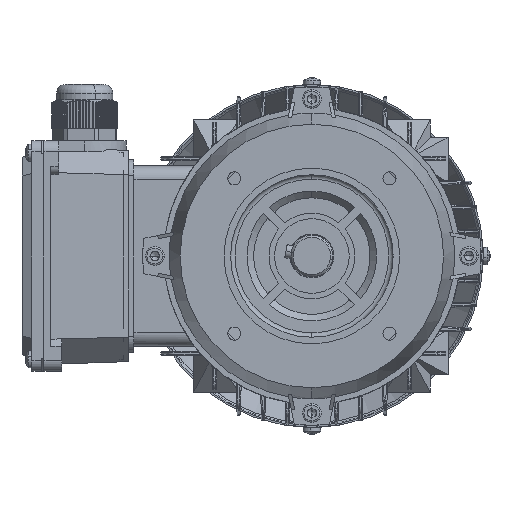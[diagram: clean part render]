
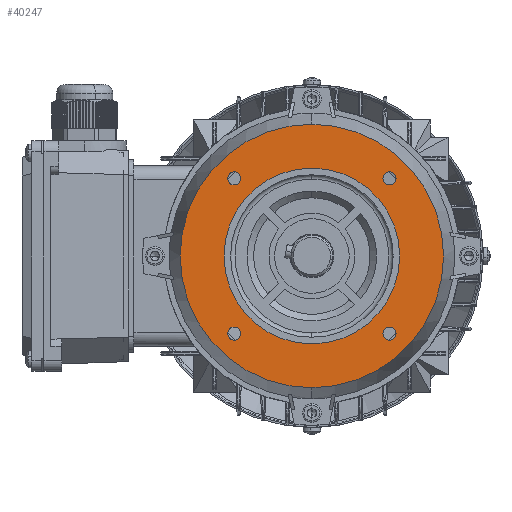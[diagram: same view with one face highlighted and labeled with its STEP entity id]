
A CAD part, left-side view. The second image highlights one B-rep face of the part: STEP entity #40247.
In plain terms, the highlighted face is planar.
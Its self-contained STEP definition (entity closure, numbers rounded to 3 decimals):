
#8719 = CARTESIAN_POINT ( 'NONE',  ( -32.355, -35.355, 32.846 ) ) ;
#8720 = DIRECTION ( 'NONE',  ( 1., 0., 0. ) ) ;
#8721 = DIRECTION ( 'NONE',  ( 0., 0., 1. ) ) ;
#8722 = CARTESIAN_POINT ( 'NONE',  ( -35.355, -35.355, 32.846 ) ) ;
#8723 = AXIS2_PLACEMENT_3D ( 'NONE', #8722, #8721, #8720 ) ;
#8724 = CIRCLE ( 'NONE', #8723, 3. ) ;
#8747 = CARTESIAN_POINT ( 'NONE',  ( 32.355, -35.355, 32.846 ) ) ;
#8758 = CARTESIAN_POINT ( 'NONE',  ( -32.355, 35.355, 32.846 ) ) ;
#8759 = DIRECTION ( 'NONE',  ( 1., 0., 0. ) ) ;
#8760 = DIRECTION ( 'NONE',  ( 0., 0., 1. ) ) ;
#8761 = CARTESIAN_POINT ( 'NONE',  ( -35.355, 35.355, 32.846 ) ) ;
#8762 = AXIS2_PLACEMENT_3D ( 'NONE', #8761, #8760, #8759 ) ;
#8763 = CIRCLE ( 'NONE', #8762, 3. ) ;
#8764 = CARTESIAN_POINT ( 'NONE',  ( -38.355, 35.355, 32.846 ) ) ;
#8789 = CARTESIAN_POINT ( 'NONE',  ( -38.355, -35.355, 32.846 ) ) ;
#8799 = CARTESIAN_POINT ( 'NONE',  ( 38.355, 35.355, 32.846 ) ) ;
#8800 = DIRECTION ( 'NONE',  ( 1., 0., 0. ) ) ;
#8801 = DIRECTION ( 'NONE',  ( 0., 0., 1. ) ) ;
#8802 = CARTESIAN_POINT ( 'NONE',  ( 35.355, 35.355, 32.846 ) ) ;
#8803 = AXIS2_PLACEMENT_3D ( 'NONE', #8802, #8801, #8800 ) ;
#8804 = CIRCLE ( 'NONE', #8803, 3. ) ;
#8805 = CARTESIAN_POINT ( 'NONE',  ( 32.355, 35.355, 32.846 ) ) ;
#8830 = CARTESIAN_POINT ( 'NONE',  ( 38.355, -35.355, 32.846 ) ) ;
#8831 = DIRECTION ( 'NONE',  ( 1., 0., 0. ) ) ;
#8832 = DIRECTION ( 'NONE',  ( 0., 0., 1. ) ) ;
#8833 = AXIS2_PLACEMENT_3D ( 'NONE', #8841, #8832, #8831 ) ;
#8834 = CIRCLE ( 'NONE', #8833, 3. ) ;
#8841 = CARTESIAN_POINT ( 'NONE',  ( 35.355, -35.355, 32.846 ) ) ;
#9383 = CARTESIAN_POINT ( 'NONE',  ( -40., 0., 32.846 ) ) ;
#9384 = DIRECTION ( 'NONE',  ( -1., 0., 0. ) ) ;
#9385 = DIRECTION ( 'NONE',  ( 0., 0., -1. ) ) ;
#9386 = CARTESIAN_POINT ( 'NONE',  ( 0., 0., 32.846 ) ) ;
#9387 = AXIS2_PLACEMENT_3D ( 'NONE', #9386, #9385, #9384 ) ;
#9388 = CIRCLE ( 'NONE', #9387, 40. ) ;
#9418 = CARTESIAN_POINT ( 'NONE',  ( 60., 0., 32.846 ) ) ;
#9419 = CARTESIAN_POINT ( 'NONE',  ( -60., 0., 32.846 ) ) ;
#9420 = DIRECTION ( 'NONE',  ( -1., 0., 0. ) ) ;
#9421 = DIRECTION ( 'NONE',  ( 0., 0., -1. ) ) ;
#9422 = CARTESIAN_POINT ( 'NONE',  ( 0., 0., 32.846 ) ) ;
#9423 = AXIS2_PLACEMENT_3D ( 'NONE', #9422, #9421, #9420 ) ;
#9424 = CIRCLE ( 'NONE', #9423, 60. ) ;
#20610 = CARTESIAN_POINT ( 'NONE',  ( 40., 0., 32.846 ) ) ;
#29057 = EDGE_CURVE ( 'NONE', #29086, #29058, #8724, .T. ) ;
#29058 = VERTEX_POINT ( 'NONE', #8719 ) ;
#29072 = VERTEX_POINT ( 'NONE', #8747 ) ;
#29086 = VERTEX_POINT ( 'NONE', #8789 ) ;
#29098 = VERTEX_POINT ( 'NONE', #8764 ) ;
#29100 = EDGE_CURVE ( 'NONE', #29098, #29101, #8763, .T. ) ;
#29101 = VERTEX_POINT ( 'NONE', #8758 ) ;
#29111 = VERTEX_POINT ( 'NONE', #8805 ) ;
#29113 = EDGE_CURVE ( 'NONE', #29111, #29114, #8804, .T. ) ;
#29114 = VERTEX_POINT ( 'NONE', #8799 ) ;
#29126 = EDGE_CURVE ( 'NONE', #29072, #29127, #8834, .T. ) ;
#29127 = VERTEX_POINT ( 'NONE', #8830 ) ;
#29378 = EDGE_CURVE ( 'NONE', #29379, #35178, #9388, .T. ) ;
#29379 = VERTEX_POINT ( 'NONE', #9383 ) ;
#29392 = EDGE_CURVE ( 'NONE', #29393, #29394, #9424, .T. ) ;
#29393 = VERTEX_POINT ( 'NONE', #9419 ) ;
#29394 = VERTEX_POINT ( 'NONE', #9418 ) ;
#35178 = VERTEX_POINT ( 'NONE', #20610 ) ;
#40245 = EDGE_CURVE ( 'NONE', #35178, #29379, #58261, .T. ) ;
#40247 = ADVANCED_FACE ( 'NONE', ( #58251, #58250, #58248, #58247, #58372, #58370 ), #58263, .F. ) ;
#40249 = EDGE_LOOP ( 'NONE', ( #40251, #40255 ) ) ;
#40251 = ORIENTED_EDGE ( 'NONE', *, *, #40253, .F. ) ;
#40253 = EDGE_CURVE ( 'NONE', #29058, #29086, #58441, .T. ) ;
#40255 = ORIENTED_EDGE ( 'NONE', *, *, #29057, .F. ) ;
#40256 = EDGE_LOOP ( 'NONE', ( #40288, #40292 ) ) ;
#40288 = ORIENTED_EDGE ( 'NONE', *, *, #40290, .F. ) ;
#40290 = EDGE_CURVE ( 'NONE', #29127, #29072, #58553, .T. ) ;
#40292 = ORIENTED_EDGE ( 'NONE', *, *, #29126, .F. ) ;
#40294 = EDGE_LOOP ( 'NONE', ( #40296, #40300 ) ) ;
#40296 = ORIENTED_EDGE ( 'NONE', *, *, #40297, .F. ) ;
#40297 = EDGE_CURVE ( 'NONE', #29114, #29111, #58668, .T. ) ;
#40300 = ORIENTED_EDGE ( 'NONE', *, *, #29113, .F. ) ;
#40301 = EDGE_LOOP ( 'NONE', ( #40303, #40307 ) ) ;
#40303 = ORIENTED_EDGE ( 'NONE', *, *, #40305, .F. ) ;
#40305 = EDGE_CURVE ( 'NONE', #29101, #29098, #58764, .T. ) ;
#40307 = ORIENTED_EDGE ( 'NONE', *, *, #29100, .F. ) ;
#40309 = EDGE_LOOP ( 'NONE', ( #40339, #40341 ) ) ;
#40339 = ORIENTED_EDGE ( 'NONE', *, *, #29392, .F. ) ;
#40341 = ORIENTED_EDGE ( 'NONE', *, *, #40342, .F. ) ;
#40342 = EDGE_CURVE ( 'NONE', #29394, #29393, #58951, .T. ) ;
#40343 = EDGE_LOOP ( 'NONE', ( #40346, #40348 ) ) ;
#40346 = ORIENTED_EDGE ( 'NONE', *, *, #29378, .T. ) ;
#40348 = ORIENTED_EDGE ( 'NONE', *, *, #40245, .T. ) ;
#58247 = FACE_BOUND ( 'NONE', #40301, .T. ) ;
#58248 = FACE_BOUND ( 'NONE', #40294, .T. ) ;
#58250 = FACE_BOUND ( 'NONE', #40256, .T. ) ;
#58251 = FACE_BOUND ( 'NONE', #40249, .T. ) ;
#58254 = DIRECTION ( 'NONE',  ( -1., 0., 0. ) ) ;
#58256 = DIRECTION ( 'NONE',  ( 0., 0., -1. ) ) ;
#58257 = CARTESIAN_POINT ( 'NONE',  ( 0., 0., 32.846 ) ) ;
#58259 = AXIS2_PLACEMENT_3D ( 'NONE', #58257, #58256, #58254 ) ;
#58261 = CIRCLE ( 'NONE', #58259, 40. ) ;
#58263 = PLANE ( 'NONE',  #58368 ) ;
#58358 = DIRECTION ( 'NONE',  ( -1., 0., 0. ) ) ;
#58360 = DIRECTION ( 'NONE',  ( 0., 0., -1. ) ) ;
#58361 = CARTESIAN_POINT ( 'NONE',  ( -60., 0., 32.846 ) ) ;
#58368 = AXIS2_PLACEMENT_3D ( 'NONE', #58361, #58360, #58358 ) ;
#58370 = FACE_BOUND ( 'NONE', #40343, .T. ) ;
#58372 = FACE_OUTER_BOUND ( 'NONE', #40309, .T. ) ;
#58435 = DIRECTION ( 'NONE',  ( 1., 0., 0. ) ) ;
#58436 = DIRECTION ( 'NONE',  ( 0., 0., 1. ) ) ;
#58438 = CARTESIAN_POINT ( 'NONE',  ( -35.355, -35.355, 32.846 ) ) ;
#58439 = AXIS2_PLACEMENT_3D ( 'NONE', #58438, #58436, #58435 ) ;
#58441 = CIRCLE ( 'NONE', #58439, 3. ) ;
#58453 = CARTESIAN_POINT ( 'NONE',  ( 35.355, -35.355, 32.846 ) ) ;
#58548 = DIRECTION ( 'NONE',  ( 1., 0., 0. ) ) ;
#58550 = DIRECTION ( 'NONE',  ( 0., 0., 1. ) ) ;
#58551 = AXIS2_PLACEMENT_3D ( 'NONE', #58453, #58550, #58548 ) ;
#58553 = CIRCLE ( 'NONE', #58551, 3. ) ;
#58663 = DIRECTION ( 'NONE',  ( 1., 0., 0. ) ) ;
#58665 = DIRECTION ( 'NONE',  ( 0., 0., 1. ) ) ;
#58666 = CARTESIAN_POINT ( 'NONE',  ( 35.355, 35.355, 32.846 ) ) ;
#58667 = AXIS2_PLACEMENT_3D ( 'NONE', #58666, #58665, #58663 ) ;
#58668 = CIRCLE ( 'NONE', #58667, 3. ) ;
#58744 = DIRECTION ( 'NONE',  ( 1., 0., 0. ) ) ;
#58746 = DIRECTION ( 'NONE',  ( 0., 0., 1. ) ) ;
#58748 = CARTESIAN_POINT ( 'NONE',  ( -35.355, 35.355, 32.846 ) ) ;
#58749 = AXIS2_PLACEMENT_3D ( 'NONE', #58748, #58746, #58744 ) ;
#58764 = CIRCLE ( 'NONE', #58749, 3. ) ;
#58951 = CIRCLE ( 'NONE', #59078, 60. ) ;
#59073 = DIRECTION ( 'NONE',  ( -1., 0., 0. ) ) ;
#59075 = DIRECTION ( 'NONE',  ( 0., 0., -1. ) ) ;
#59077 = CARTESIAN_POINT ( 'NONE',  ( 0., 0., 32.846 ) ) ;
#59078 = AXIS2_PLACEMENT_3D ( 'NONE', #59077, #59075, #59073 ) ;
